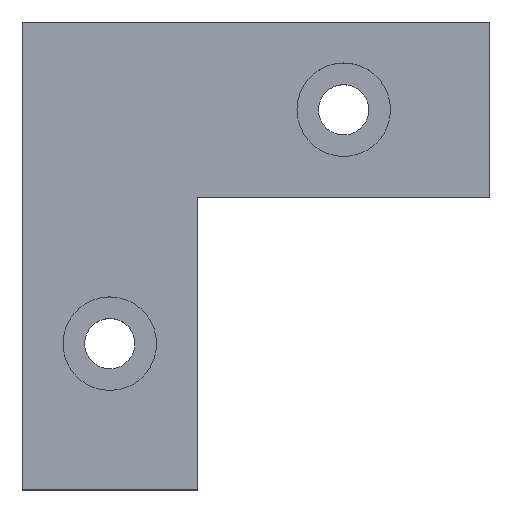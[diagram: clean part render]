
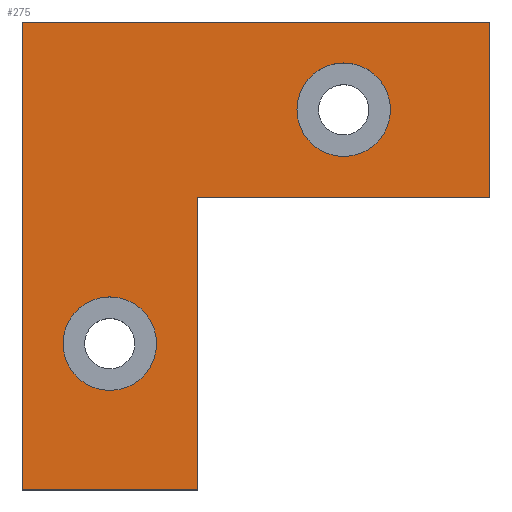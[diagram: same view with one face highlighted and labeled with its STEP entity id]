
A CAD part, top view. The second image highlights one B-rep face of the part: STEP entity #275.
In plain terms, the highlighted planar face has unit normal (0, 0, 1).
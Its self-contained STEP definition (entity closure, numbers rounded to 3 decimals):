
#19=FACE_BOUND('',#60,.T.);
#20=FACE_BOUND('',#61,.T.);
#25=CIRCLE('',#304,4.);
#26=CIRCLE('',#305,4.);
#27=CIRCLE('',#306,4.);
#28=CIRCLE('',#307,4.);
#45=FACE_OUTER_BOUND('',#59,.T.);
#59=EDGE_LOOP('',(#201,#202,#203,#204,#205,#206));
#60=EDGE_LOOP('',(#207,#208));
#61=EDGE_LOOP('',(#209,#210));
#75=LINE('',#417,#97);
#81=LINE('',#428,#103);
#84=LINE('',#434,#106);
#87=LINE('',#440,#109);
#88=LINE('',#443,#110);
#89=LINE('',#444,#111);
#97=VECTOR('',#333,15.);
#103=VECTOR('',#341,40.);
#106=VECTOR('',#346,40.);
#109=VECTOR('',#351,15.);
#110=VECTOR('',#354,25.);
#111=VECTOR('',#355,25.);
#119=VERTEX_POINT('',#415);
#120=VERTEX_POINT('',#416);
#124=VERTEX_POINT('',#426);
#126=VERTEX_POINT('',#432);
#128=VERTEX_POINT('',#438);
#129=VERTEX_POINT('',#442);
#130=VERTEX_POINT('',#445);
#131=VERTEX_POINT('',#446);
#132=VERTEX_POINT('',#449);
#133=VERTEX_POINT('',#450);
#147=EDGE_CURVE('',#119,#120,#75,.T.);
#153=EDGE_CURVE('',#120,#124,#81,.T.);
#156=EDGE_CURVE('',#124,#126,#84,.T.);
#159=EDGE_CURVE('',#126,#128,#87,.T.);
#160=EDGE_CURVE('',#129,#128,#88,.T.);
#161=EDGE_CURVE('',#119,#129,#89,.T.);
#162=EDGE_CURVE('',#130,#131,#25,.T.);
#163=EDGE_CURVE('',#131,#130,#26,.T.);
#164=EDGE_CURVE('',#132,#133,#27,.T.);
#165=EDGE_CURVE('',#133,#132,#28,.T.);
#201=ORIENTED_EDGE('',*,*,#159,.T.);
#202=ORIENTED_EDGE('',*,*,#160,.F.);
#203=ORIENTED_EDGE('',*,*,#161,.F.);
#204=ORIENTED_EDGE('',*,*,#147,.T.);
#205=ORIENTED_EDGE('',*,*,#153,.T.);
#206=ORIENTED_EDGE('',*,*,#156,.T.);
#207=ORIENTED_EDGE('',*,*,#162,.F.);
#208=ORIENTED_EDGE('',*,*,#163,.F.);
#209=ORIENTED_EDGE('',*,*,#164,.F.);
#210=ORIENTED_EDGE('',*,*,#165,.F.);
#265=PLANE('',#303);
#275=ADVANCED_FACE('',(#45,#19,#20),#265,.F.);
#303=AXIS2_PLACEMENT_3D('',#441,#352,#353);
#304=AXIS2_PLACEMENT_3D('',#447,#356,#357);
#305=AXIS2_PLACEMENT_3D('',#448,#358,#359);
#306=AXIS2_PLACEMENT_3D('',#451,#360,#361);
#307=AXIS2_PLACEMENT_3D('',#452,#362,#363);
#333=DIRECTION('',(0.,1.,0.));
#341=DIRECTION('',(-1.,0.,0.));
#346=DIRECTION('',(0.,-1.,0.));
#351=DIRECTION('',(1.,0.,0.));
#352=DIRECTION('center_axis',(0.,0.,-1.));
#353=DIRECTION('ref_axis',(-1.,0.,0.));
#354=DIRECTION('',(0.,-1.,0.));
#355=DIRECTION('',(-1.,0.,0.));
#356=DIRECTION('center_axis',(0.,0.,1.));
#357=DIRECTION('ref_axis',(1.,0.,0.));
#358=DIRECTION('center_axis',(0.,0.,1.));
#359=DIRECTION('ref_axis',(1.,0.,0.));
#360=DIRECTION('center_axis',(0.,0.,1.));
#361=DIRECTION('ref_axis',(1.,0.,0.));
#362=DIRECTION('center_axis',(0.,0.,1.));
#363=DIRECTION('ref_axis',(1.,0.,0.));
#415=CARTESIAN_POINT('',(20.,5.,8.));
#416=CARTESIAN_POINT('',(20.,20.,8.));
#417=CARTESIAN_POINT('',(20.,5.,8.));
#426=CARTESIAN_POINT('',(-20.,20.,8.));
#428=CARTESIAN_POINT('',(20.,20.,8.));
#432=CARTESIAN_POINT('',(-20.,-20.,8.));
#434=CARTESIAN_POINT('',(-20.,20.,8.));
#438=CARTESIAN_POINT('',(-5.,-20.,8.));
#440=CARTESIAN_POINT('',(-20.,-20.,8.));
#441=CARTESIAN_POINT('Origin',(0.,0.,8.));
#442=CARTESIAN_POINT('',(-5.,5.,8.));
#443=CARTESIAN_POINT('',(-5.,5.,8.));
#444=CARTESIAN_POINT('',(20.,5.,8.));
#445=CARTESIAN_POINT('',(-8.5,-7.5,8.));
#446=CARTESIAN_POINT('',(-16.5,-7.5,8.));
#447=CARTESIAN_POINT('Origin',(-12.5,-7.5,8.));
#448=CARTESIAN_POINT('Origin',(-12.5,-7.5,8.));
#449=CARTESIAN_POINT('',(11.5,12.5,8.));
#450=CARTESIAN_POINT('',(3.5,12.5,8.));
#451=CARTESIAN_POINT('Origin',(7.5,12.5,8.));
#452=CARTESIAN_POINT('Origin',(7.5,12.5,8.));
